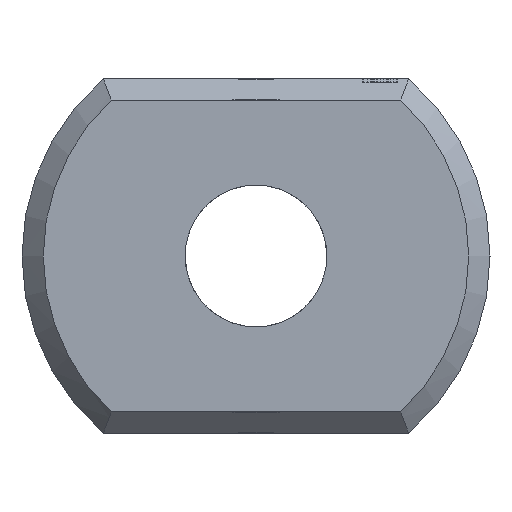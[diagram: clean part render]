
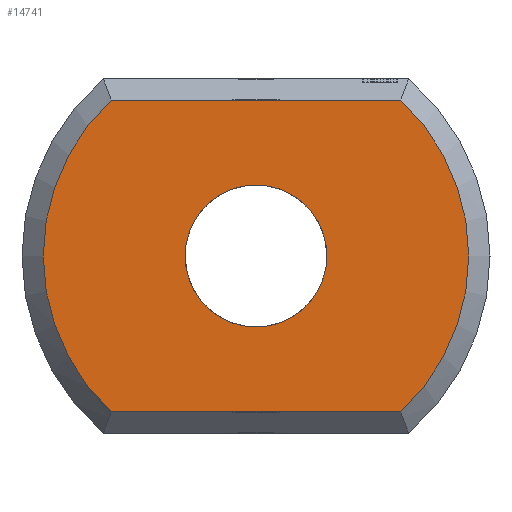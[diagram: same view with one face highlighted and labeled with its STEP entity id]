
A CAD part, left-side view. The second image highlights one B-rep face of the part: STEP entity #14741.
In plain terms, the highlighted planar face has unit normal (-1, 0, 0).
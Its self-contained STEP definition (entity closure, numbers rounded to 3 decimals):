
#3655 = VERTEX_POINT('',#3656);
#3656 = CARTESIAN_POINT('',(0.,-2.04,2.2));
#3665 = VERTEX_POINT('',#3666);
#3666 = CARTESIAN_POINT('',(0.,-2.04,-2.2));
#3673 = EDGE_CURVE('',#3655,#3665,#3674,.T.);
#3674 = CIRCLE('',#3675,3.);
#3675 = AXIS2_PLACEMENT_3D('',#3676,#3677,#3678);
#3676 = CARTESIAN_POINT('',(0.,0.,0.));
#3677 = DIRECTION('',(1.,0.,0.));
#3678 = DIRECTION('',(0.,-0.653,0.758)
  );
#4324 = VERTEX_POINT('',#4325);
#4325 = CARTESIAN_POINT('',(0.,2.04,2.2));
#4332 = EDGE_CURVE('',#3655,#4324,#4333,.T.);
#4333 = LINE('',#4334,#4335);
#4334 = CARTESIAN_POINT('',(0.,-2.154,2.2));
#4335 = VECTOR('',#4336,1.);
#4336 = DIRECTION('',(0.,1.,0.));
#14741 = ADVANCED_FACE('',(#14742,#14761),#14772,.F.);
#14742 = FACE_BOUND('',#14743,.F.);
#14743 = EDGE_LOOP('',(#14744,#14753,#14754,#14755));
#14744 = ORIENTED_EDGE('',*,*,#14745,.T.);
#14745 = EDGE_CURVE('',#14746,#4324,#14748,.T.);
#14746 = VERTEX_POINT('',#14747);
#14747 = CARTESIAN_POINT('',(0.,2.04,-2.2));
#14748 = CIRCLE('',#14749,3.);
#14749 = AXIS2_PLACEMENT_3D('',#14750,#14751,#14752);
#14750 = CARTESIAN_POINT('',(0.,0.,0.));
#14751 = DIRECTION('',(1.,0.,0.));
#14752 = DIRECTION('',(0.,0.653,-0.758)
  );
#14753 = ORIENTED_EDGE('',*,*,#4332,.F.);
#14754 = ORIENTED_EDGE('',*,*,#3673,.T.);
#14755 = ORIENTED_EDGE('',*,*,#14756,.T.);
#14756 = EDGE_CURVE('',#3665,#14746,#14757,.T.);
#14757 = LINE('',#14758,#14759);
#14758 = CARTESIAN_POINT('',(0.,-2.154,-2.2));
#14759 = VECTOR('',#14760,1.);
#14760 = DIRECTION('',(0.,1.,0.));
#14761 = FACE_BOUND('',#14762,.T.);
#14762 = EDGE_LOOP('',(#14763));
#14763 = ORIENTED_EDGE('',*,*,#14764,.T.);
#14764 = EDGE_CURVE('',#14765,#14765,#14767,.T.);
#14765 = VERTEX_POINT('',#14766);
#14766 = CARTESIAN_POINT('',(0.,1.,0.)
  );
#14767 = CIRCLE('',#14768,1.);
#14768 = AXIS2_PLACEMENT_3D('',#14769,#14770,#14771);
#14769 = CARTESIAN_POINT('',(0.,0.,0.));
#14770 = DIRECTION('',(1.,0.,0.));
#14771 = DIRECTION('',(0.,1.,0.));
#14772 = PLANE('',#14773);
#14773 = AXIS2_PLACEMENT_3D('',#14774,#14775,#14776);
#14774 = CARTESIAN_POINT('',(0.,0.,0.));
#14775 = DIRECTION('',(1.,0.,0.));
#14776 = DIRECTION('',(0.,0.,1.));
